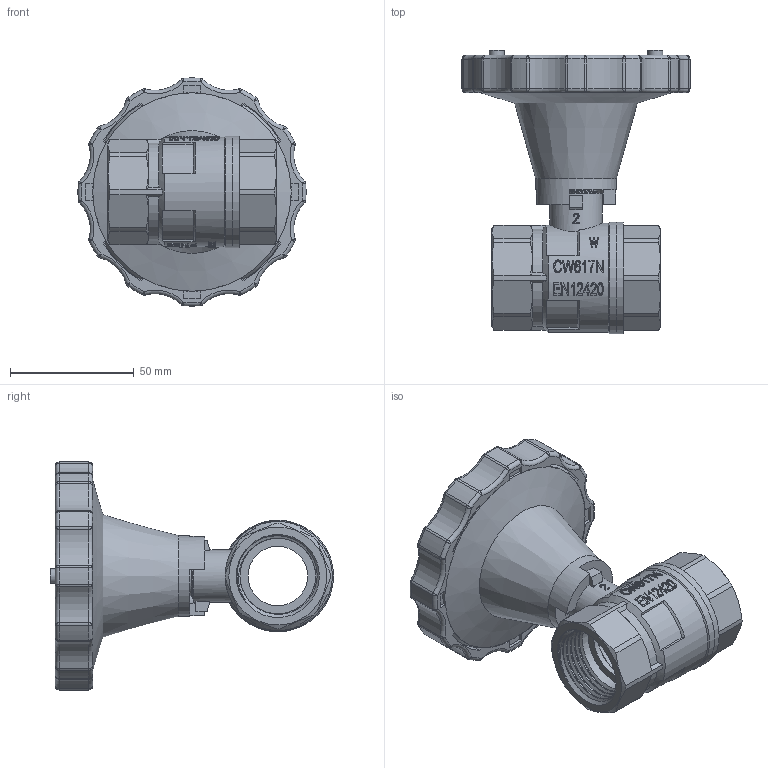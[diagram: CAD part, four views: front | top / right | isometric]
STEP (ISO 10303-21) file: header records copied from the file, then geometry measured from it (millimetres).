
FILE_DESCRIPTION(/* description */ ('Unknown'),/* implementation_level */ '2;1');
FILE_NAME(/* name */ '690-06',/* time_stamp */ '2022-06-13T11:32:31+02:00',/* author */ ('Unknown'),/* organization */ ('Unknown'),/* preprocessor_version */ 'ST-DEVELOPER v16.7',/* originating_system */ 'Solid Edge',/* authorisation */ 'Unknown');
FILE_SCHEMA (('AUTOMOTIVE_DESIGN {1 0 10303 214 3 1 1}'));
Length unit declared in the file: millimetre
Products named in the file (10): 690-06; WDB-06_ASM; WDB-03; WDB-01; VT0899433506-02; WDB-02-1; VT07405106Q; VT05105006Q-Z; VJ0102345006V-EN; VJ0101345006V-EN
Assembly tree (9 placements, depth 3):
  690-06
    WDB-06_ASM
      WDB-03
      WDB-01
      VT0899433506-02
      WDB-02-1
    VT07405106Q
    VT05105006Q-Z
    VJ0102345006V-EN
    VJ0101345006V-EN
Bounding box: 91.97 x 114.2 x 91.97 mm (x, y, z)
Volume: 151007.3 mm3; surface area: 82871.1 mm2
Topology: 8 solids, 8 shells, 1188 faces, 3198 edges, 2089 vertices
Faces by surface type: bspline 411, plane 347, cylinder 249, cone 78, torus 55, sphere 48
Full cylindrical faces by diameter (mm): 6 x2, 8.5 x4, 8.8 x1, 12 x3, 12.1 x1, 14 x1, 14.5 x1, 16 x1, 16.5 x4, 17 x1, 21 x1, 22.5 x2, 23 x1, 24 x2, 30.5 x11, 32 x2, 32.5 x1, 38.5 x4, 40 x3, 40.5 x1, 44 x1, 45 x2, 76 x1, 80 x3
Entity records: 59492 total; most frequent: CARTESIAN_POINT 33024, ORIENTED_EDGE 6182, DIRECTION 4275, EDGE_CURVE 3091, VERTEX_POINT 2064, AXIS2_PLACEMENT_3D 1629, EDGE_LOOP 1289, FACE_BOUND 1289
